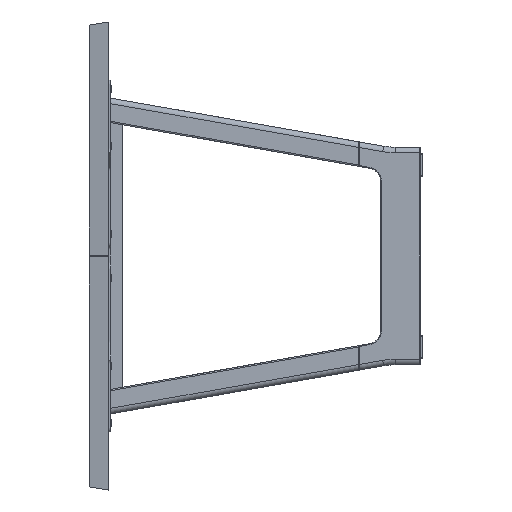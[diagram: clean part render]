
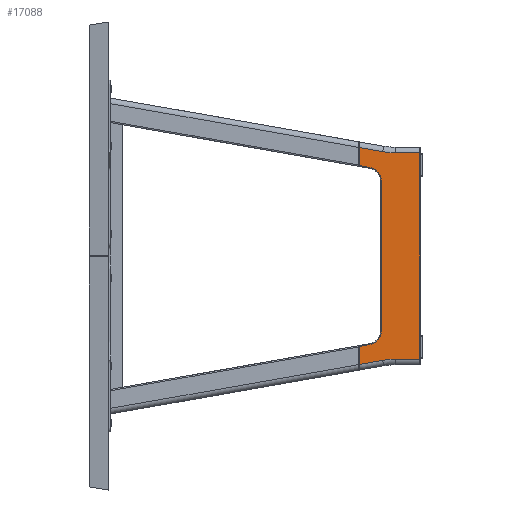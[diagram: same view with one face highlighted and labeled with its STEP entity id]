
A CAD part, left-side view. The second image highlights one B-rep face of the part: STEP entity #17088.
In plain terms, the highlighted planar face has unit normal (-1, 0, 0).
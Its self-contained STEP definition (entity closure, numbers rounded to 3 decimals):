
#575 = VERTEX_POINT ( 'NONE', #22888 ) ;
#1855 = DIRECTION ( 'NONE',  ( 1., 0., 0. ) ) ;
#1937 = VERTEX_POINT ( 'NONE', #21819 ) ;
#2186 = ORIENTED_EDGE ( 'NONE', *, *, #31618, .T. ) ;
#2804 = EDGE_CURVE ( 'NONE', #1937, #40199, #5132, .T. ) ;
#2832 = ORIENTED_EDGE ( 'NONE', *, *, #3060, .T. ) ;
#2868 = LINE ( 'NONE', #12846, #20598 ) ;
#2980 = CARTESIAN_POINT ( 'NONE',  ( -1276.873, -615.664, 201.362 ) ) ;
#3060 = EDGE_CURVE ( 'NONE', #33868, #33783, #31133, .T. ) ;
#3327 = DIRECTION ( 'NONE',  ( 0., 0., -1. ) ) ;
#3701 = CARTESIAN_POINT ( 'NONE',  ( -1276.873, -729.607, -234.843 ) ) ;
#3890 = DIRECTION ( 'NONE',  ( 1., 0., 0. ) ) ;
#4058 = CARTESIAN_POINT ( 'NONE',  ( -1276.873, -673.231, -397.343 ) ) ;
#4662 = CARTESIAN_POINT ( 'NONE',  ( -1276.873, -592.107, -259.686 ) ) ;
#5132 = LINE ( 'NONE', #30419, #24973 ) ;
#5276 = LINE ( 'NONE', #33881, #24787 ) ;
#5516 = ORIENTED_EDGE ( 'NONE', *, *, #26516, .T. ) ;
#5819 = CARTESIAN_POINT ( 'NONE',  ( -1276.873, -642.107, -169.848 ) ) ;
#6429 = DIRECTION ( 'NONE',  ( 0., 0.985, -0.174 ) ) ;
#6498 = ORIENTED_EDGE ( 'NONE', *, *, #30554, .T. ) ;
#6631 = ORIENTED_EDGE ( 'NONE', *, *, #34606, .T. ) ;
#7369 = DIRECTION ( 'NONE',  ( 0., 0., -1. ) ) ;
#7720 = CARTESIAN_POINT ( 'NONE',  ( -1276.873, -642.107, 169.848 ) ) ;
#9336 = VERTEX_POINT ( 'NONE', #2980 ) ;
#9379 = VECTOR ( 'NONE', #36903, 1000. ) ;
#9627 = ORIENTED_EDGE ( 'NONE', *, *, #23752, .T. ) ;
#10305 = CIRCLE ( 'NONE', #18267, 32. ) ;
#11549 = CARTESIAN_POINT ( 'NONE',  ( -1276.873, -645.013, 237.312 ) ) ;
#11619 = VECTOR ( 'NONE', #13547, 1000. ) ;
#11620 = FACE_OUTER_BOUND ( 'NONE', #38978, .T. ) ;
#11655 = CIRCLE ( 'NONE', #22283, 162.5 ) ;
#12580 = ORIENTED_EDGE ( 'NONE', *, *, #31472, .T. ) ;
#12583 = LINE ( 'NONE', #40564, #16786 ) ;
#12846 = CARTESIAN_POINT ( 'NONE',  ( -1276.873, -580.904, -207.491 ) ) ;
#12952 = LINE ( 'NONE', #22302, #11619 ) ;
#13547 = DIRECTION ( 'NONE',  ( 0., -0.985, 0.174 ) ) ;
#13670 = DIRECTION ( 'NONE',  ( 1., 0., 0. ) ) ;
#14104 = PLANE ( 'NONE',  #30386 ) ;
#14143 = CARTESIAN_POINT ( 'NONE',  ( -1276.873, -615.664, -201.362 ) ) ;
#15118 = EDGE_CURVE ( 'NONE', #25254, #9336, #19452, .T. ) ;
#15505 = VERTEX_POINT ( 'NONE', #14143 ) ;
#15959 = DIRECTION ( 'NONE',  ( 0., 0., -1. ) ) ;
#16547 = CARTESIAN_POINT ( 'NONE',  ( -1276.873, -592.107, 205.516 ) ) ;
#16759 = CARTESIAN_POINT ( 'NONE',  ( -1276.873, -610.107, -169.848 ) ) ;
#16786 = VECTOR ( 'NONE', #34544, 1000. ) ;
#17088 = ADVANCED_FACE ( 'NONE', ( #11620 ), #14104, .F. ) ;
#18267 = AXIS2_PLACEMENT_3D ( 'NONE', #16759, #13670, #26322 ) ;
#19452 = LINE ( 'NONE', #32097, #27062 ) ;
#19662 = DIRECTION ( 'NONE',  ( 0., -0.985, -0.174 ) ) ;
#20425 = LINE ( 'NONE', #4662, #33540 ) ;
#20441 = DIRECTION ( 'NONE',  ( 0., 0., -1. ) ) ;
#20598 = VECTOR ( 'NONE', #6429, 1000. ) ;
#20763 = VERTEX_POINT ( 'NONE', #3701 ) ;
#20908 = VERTEX_POINT ( 'NONE', #11549 ) ;
#20967 = EDGE_CURVE ( 'NONE', #20763, #1937, #12583, .T. ) ;
#21249 = EDGE_CURVE ( 'NONE', #33783, #20763, #5276, .T. ) ;
#21819 = CARTESIAN_POINT ( 'NONE',  ( -1276.873, -729.607, 234.843 ) ) ;
#22283 = AXIS2_PLACEMENT_3D ( 'NONE', #25890, #3890, #38524 ) ;
#22302 = CARTESIAN_POINT ( 'NONE',  ( -1276.873, -587.937, -247.376 ) ) ;
#22888 = CARTESIAN_POINT ( 'NONE',  ( -1276.873, -592.107, -246.64 ) ) ;
#23144 = DIRECTION ( 'NONE',  ( 1., 0., 0. ) ) ;
#23301 = CARTESIAN_POINT ( 'NONE',  ( -1276.873, -673.231, -234.843 ) ) ;
#23534 = VERTEX_POINT ( 'NONE', #7720 ) ;
#23573 = CARTESIAN_POINT ( 'NONE',  ( -1276.873, -642.107, -259.686 ) ) ;
#23752 = EDGE_CURVE ( 'NONE', #9336, #23534, #40019, .T. ) ;
#23772 = LINE ( 'NONE', #23573, #26714 ) ;
#23946 = DIRECTION ( 'NONE',  ( 0., -1., 0. ) ) ;
#23979 = VERTEX_POINT ( 'NONE', #27573 ) ;
#24665 = CARTESIAN_POINT ( 'NONE',  ( -1276.873, -676.755, 231.715 ) ) ;
#24679 = LINE ( 'NONE', #27787, #39180 ) ;
#24787 = VECTOR ( 'NONE', #23946, 1000. ) ;
#24973 = VECTOR ( 'NONE', #39961, 1000. ) ;
#25254 = VERTEX_POINT ( 'NONE', #16547 ) ;
#25477 = AXIS2_PLACEMENT_3D ( 'NONE', #35252, #29046, #3327 ) ;
#25890 = CARTESIAN_POINT ( 'NONE',  ( -1276.873, -673.231, 397.343 ) ) ;
#26277 = CARTESIAN_POINT ( 'NONE',  ( -1276.873, -592.107, -205.516 ) ) ;
#26322 = DIRECTION ( 'NONE',  ( 0., 0., -1. ) ) ;
#26516 = EDGE_CURVE ( 'NONE', #36985, #575, #24679, .T. ) ;
#26714 = VECTOR ( 'NONE', #20441, 1000. ) ;
#27062 = VECTOR ( 'NONE', #19662, 1000. ) ;
#27573 = CARTESIAN_POINT ( 'NONE',  ( -1276.873, -592.107, 246.64 ) ) ;
#27706 = VERTEX_POINT ( 'NONE', #5819 ) ;
#27787 = CARTESIAN_POINT ( 'NONE',  ( -1276.873, -592.107, -259.686 ) ) ;
#28328 = EDGE_CURVE ( 'NONE', #23534, #27706, #23772, .T. ) ;
#28626 = ORIENTED_EDGE ( 'NONE', *, *, #35862, .T. ) ;
#29046 = DIRECTION ( 'NONE',  ( 1., 0., 0. ) ) ;
#29378 = ORIENTED_EDGE ( 'NONE', *, *, #20967, .T. ) ;
#29790 = AXIS2_PLACEMENT_3D ( 'NONE', #4058, #23144, #7369 ) ;
#30386 = AXIS2_PLACEMENT_3D ( 'NONE', #39807, #1855, #33781 ) ;
#30419 = CARTESIAN_POINT ( 'NONE',  ( -1276.873, -673.231, 234.843 ) ) ;
#30554 = EDGE_CURVE ( 'NONE', #40199, #20908, #11655, .T. ) ;
#31133 = CIRCLE ( 'NONE', #29790, 162.5 ) ;
#31472 = EDGE_CURVE ( 'NONE', #20908, #23979, #36686, .T. ) ;
#31595 = CARTESIAN_POINT ( 'NONE',  ( -1276.873, -673.231, 234.843 ) ) ;
#31618 = EDGE_CURVE ( 'NONE', #15505, #36985, #2868, .T. ) ;
#31802 = ORIENTED_EDGE ( 'NONE', *, *, #15118, .T. ) ;
#32015 = ORIENTED_EDGE ( 'NONE', *, *, #21249, .T. ) ;
#32097 = CARTESIAN_POINT ( 'NONE',  ( -1276.873, -669.722, 191.83 ) ) ;
#33032 = CARTESIAN_POINT ( 'NONE',  ( -1276.873, -645.013, -237.312 ) ) ;
#33066 = DIRECTION ( 'NONE',  ( 0., 0., -1. ) ) ;
#33540 = VECTOR ( 'NONE', #33066, 1000. ) ;
#33781 = DIRECTION ( 'NONE',  ( 0., 0., -1. ) ) ;
#33783 = VERTEX_POINT ( 'NONE', #23301 ) ;
#33868 = VERTEX_POINT ( 'NONE', #33032 ) ;
#33881 = CARTESIAN_POINT ( 'NONE',  ( -1276.873, -730.107, -234.843 ) ) ;
#34544 = DIRECTION ( 'NONE',  ( 0., 0., 1. ) ) ;
#34606 = EDGE_CURVE ( 'NONE', #575, #33868, #12952, .T. ) ;
#35252 = CARTESIAN_POINT ( 'NONE',  ( -1276.873, -610.107, 169.848 ) ) ;
#35862 = EDGE_CURVE ( 'NONE', #23979, #25254, #20425, .T. ) ;
#36686 = LINE ( 'NONE', #24665, #9379 ) ;
#36903 = DIRECTION ( 'NONE',  ( 0., 0.985, 0.174 ) ) ;
#36985 = VERTEX_POINT ( 'NONE', #26277 ) ;
#37025 = ORIENTED_EDGE ( 'NONE', *, *, #38066, .T. ) ;
#38066 = EDGE_CURVE ( 'NONE', #27706, #15505, #10305, .T. ) ;
#38524 = DIRECTION ( 'NONE',  ( 0., 0., -1. ) ) ;
#38978 = EDGE_LOOP ( 'NONE', ( #12580, #28626, #31802, #9627, #40244, #37025, #2186, #5516, #6631, #2832, #32015, #29378, #40651, #6498 ) ) ;
#39180 = VECTOR ( 'NONE', #15959, 1000. ) ;
#39807 = CARTESIAN_POINT ( 'NONE',  ( -1276.873, -590.107, -259.686 ) ) ;
#39961 = DIRECTION ( 'NONE',  ( 0., 1., 0. ) ) ;
#40019 = CIRCLE ( 'NONE', #25477, 32. ) ;
#40199 = VERTEX_POINT ( 'NONE', #31595 ) ;
#40244 = ORIENTED_EDGE ( 'NONE', *, *, #28328, .T. ) ;
#40564 = CARTESIAN_POINT ( 'NONE',  ( -1276.873, -729.607, -259.686 ) ) ;
#40651 = ORIENTED_EDGE ( 'NONE', *, *, #2804, .T. ) ;
